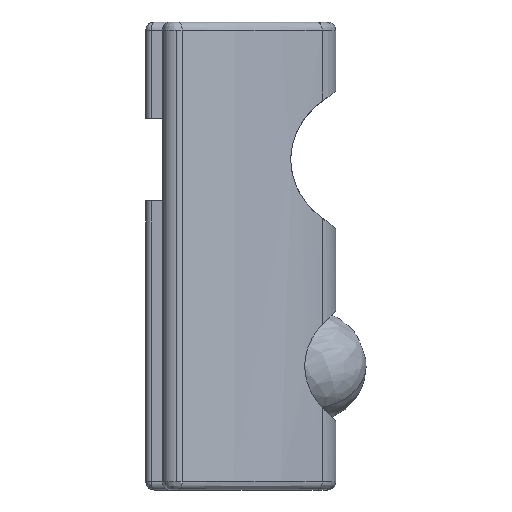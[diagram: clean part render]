
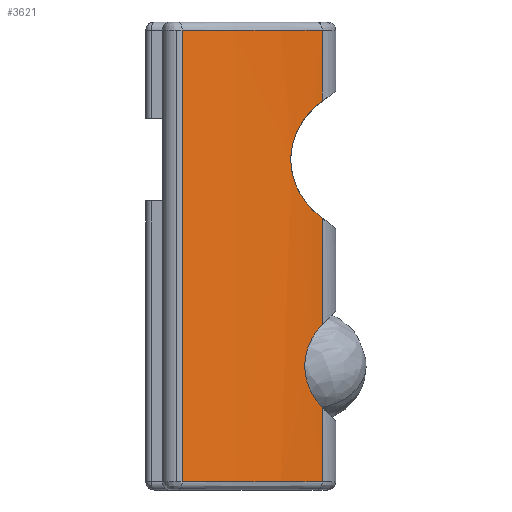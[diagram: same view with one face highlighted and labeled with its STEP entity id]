
A CAD part, left-side view. The second image highlights one B-rep face of the part: STEP entity #3621.
In plain terms, the highlighted cylindrical face has radius 16 mm (diameter 32 mm), a partial arc.
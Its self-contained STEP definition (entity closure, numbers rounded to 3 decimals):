
#16 = ORIENTED_EDGE ( 'NONE', *, *, #3585, .F. ) ;
#101 = EDGE_CURVE ( 'NONE', #4768, #777, #3021, .T. ) ;
#118 = CARTESIAN_POINT ( 'NONE',  ( -1.315, -5.807, -2.493 ) ) ;
#124 = CARTESIAN_POINT ( 'NONE',  ( -1.412, -5.722, -2.578 ) ) ;
#150 = CARTESIAN_POINT ( 'NONE',  ( -1.914, -5.257, -3.4 ) ) ;
#160 = EDGE_CURVE ( 'NONE', #777, #3540, #483, .T. ) ;
#209 = CARTESIAN_POINT ( 'NONE',  ( -1.982, -5.191, -4.307 ) ) ;
#289 = CIRCLE ( 'NONE', #565, 16. ) ;
#361 = EDGE_CURVE ( 'NONE', #3540, #4606, #289, .T. ) ;
#483 = LINE ( 'NONE', #3969, #760 ) ;
#565 = AXIS2_PLACEMENT_3D ( 'NONE', #3232, #3247, #3245 ) ;
#568 = EDGE_CURVE ( 'NONE', #2016, #1123, #3301, .T. ) ;
#623 = DIRECTION ( 'NONE',  ( -1., 0., 0. ) ) ;
#647 = CARTESIAN_POINT ( 'NONE',  ( -5.2, -0.718, 8.2 ) ) ;
#760 = VECTOR ( 'NONE', #4128, 1000. ) ;
#777 = VERTEX_POINT ( 'NONE', #647 ) ;
#794 = CARTESIAN_POINT ( 'NONE',  ( -1.315, -5.807, 5.626 ) ) ;
#804 = CARTESIAN_POINT ( 'NONE',  ( -1.477, -5.665, 5.526 ) ) ;
#805 = CARTESIAN_POINT ( 'NONE',  ( -1.628, -5.528, 5.407 ) ) ;
#810 = CARTESIAN_POINT ( 'NONE',  ( -1.906, -5.266, 5.129 ) ) ;
#811 = CARTESIAN_POINT ( 'NONE',  ( -2.034, -5.141, 4.969 ) ) ;
#816 = CARTESIAN_POINT ( 'NONE',  ( -2.25, -4.924, 4.61 ) ) ;
#819 = CARTESIAN_POINT ( 'NONE',  ( -2.341, -4.829, 4.407 ) ) ;
#820 = CARTESIAN_POINT ( 'NONE',  ( -2.466, -4.697, 3.97 ) ) ;
#826 = CARTESIAN_POINT ( 'NONE',  ( -2.5, -4.66, 3.733 ) ) ;
#827 = CARTESIAN_POINT ( 'NONE',  ( -2.5, -4.661, 3.379 ) ) ;
#834 = CARTESIAN_POINT ( 'NONE',  ( -2.491, -4.67, 3.258 ) ) ;
#837 = CARTESIAN_POINT ( 'NONE',  ( -2.458, -4.706, 3.027 ) ) ;
#840 = CARTESIAN_POINT ( 'NONE',  ( -1.74, -5.423, -3.003 ) ) ;
#862 = CARTESIAN_POINT ( 'NONE',  ( -2.433, -4.732, 2.914 ) ) ;
#868 = CARTESIAN_POINT ( 'NONE',  ( -2.37, -4.799, 2.695 ) ) ;
#871 = CARTESIAN_POINT ( 'NONE',  ( -2.331, -4.839, 2.589 ) ) ;
#885 = CARTESIAN_POINT ( 'NONE',  ( -2.243, -4.93, 2.39 ) ) ;
#892 = CARTESIAN_POINT ( 'NONE',  ( -2.193, -4.981, 2.295 ) ) ;
#898 = CARTESIAN_POINT ( 'NONE',  ( -2.03, -5.145, 2.025 ) ) ;
#903 = CARTESIAN_POINT ( 'NONE',  ( -1.903, -5.269, 1.867 ) ) ;
#905 = CARTESIAN_POINT ( 'NONE',  ( -1.627, -5.529, 1.592 ) ) ;
#929 = CARTESIAN_POINT ( 'NONE',  ( -1.477, -5.666, 1.474 ) ) ;
#974 = ORIENTED_EDGE ( 'NONE', *, *, #361, .T. ) ;
#1036 = CARTESIAN_POINT ( 'NONE',  ( -1.315, -5.807, 1.374 ) ) ;
#1075 = DIRECTION ( 'NONE',  ( -1., 0., 0. ) ) ;
#1089 = CARTESIAN_POINT ( 'NONE',  ( -1.315, -5.807, 8.5 ) ) ;
#1092 = DIRECTION ( 'NONE',  ( 0., 0., -1. ) ) ;
#1096 = LINE ( 'NONE', #1666, #3205 ) ;
#1123 = VERTEX_POINT ( 'NONE', #4433 ) ;
#1130 = CARTESIAN_POINT ( 'NONE',  ( -1.315, -5.807, 1.374 ) ) ;
#1196 = DIRECTION ( 'NONE',  ( 0., 0., -1. ) ) ;
#1200 = CARTESIAN_POINT ( 'NONE',  ( 9.203, 6.25, 8.5 ) ) ;
#1381 = CARTESIAN_POINT ( 'NONE',  ( -1.982, -5.191, -3.694 ) ) ;
#1384 = CARTESIAN_POINT ( 'NONE',  ( -1.315, -5.807, 8.2 ) ) ;
#1400 = CARTESIAN_POINT ( 'NONE',  ( -1.666, -5.492, -5.115 ) ) ;
#1456 = CARTESIAN_POINT ( 'NONE',  ( -1.74, -5.423, -4.996 ) ) ;
#1529 = CARTESIAN_POINT ( 'NONE',  ( -1.666, -5.492, -2.885 ) ) ;
#1536 = CARTESIAN_POINT ( 'NONE',  ( -2., -5.173, -3.848 ) ) ;
#1629 = CARTESIAN_POINT ( 'NONE',  ( -1.502, -5.642, -5.327 ) ) ;
#1666 = CARTESIAN_POINT ( 'NONE',  ( -1.315, -5.807, 8.5 ) ) ;
#1684 = CARTESIAN_POINT ( 'NONE',  ( -1.412, -5.722, -5.422 ) ) ;
#1742 = DIRECTION ( 'NONE',  ( 0., 0., -1. ) ) ;
#1783 = CARTESIAN_POINT ( 'NONE',  ( -1.315, -5.807, 5.626 ) ) ;
#1788 = CARTESIAN_POINT ( 'NONE',  ( -1.315, -5.807, -8.2 ) ) ;
#1904 = CARTESIAN_POINT ( 'NONE',  ( -1.502, -5.642, -2.673 ) ) ;
#1920 = AXIS2_PLACEMENT_3D ( 'NONE', #1200, #1196, #1075 ) ;
#2009 = CARTESIAN_POINT ( 'NONE',  ( -5.2, -0.718, -8.2 ) ) ;
#2016 = VERTEX_POINT ( 'NONE', #2573 ) ;
#2133 = CARTESIAN_POINT ( 'NONE',  ( -1.913, -5.258, -4.602 ) ) ;
#2259 = DIRECTION ( 'NONE',  ( 0., 0., -1. ) ) ;
#2573 = CARTESIAN_POINT ( 'NONE',  ( -1.315, -5.807, -5.507 ) ) ;
#2666 = DIRECTION ( 'NONE',  ( 0., 0., -1. ) ) ;
#2729 = CARTESIAN_POINT ( 'NONE',  ( -1.315, -5.807, 8.5 ) ) ;
#2750 = CARTESIAN_POINT ( 'NONE',  ( 9.203, 6.25, 8.2 ) ) ;
#2960 = VERTEX_POINT ( 'NONE', #1130 ) ;
#3000 = CYLINDRICAL_SURFACE ( 'NONE', #1920, 16. ) ;
#3021 = CIRCLE ( 'NONE', #3190, 16. ) ;
#3190 = AXIS2_PLACEMENT_3D ( 'NONE', #2750, #2666, #623 ) ;
#3205 = VECTOR ( 'NONE', #1742, 1000. ) ;
#3232 = CARTESIAN_POINT ( 'NONE',  ( 9.203, 6.25, -8.2 ) ) ;
#3245 = DIRECTION ( 'NONE',  ( -1., 0., 0. ) ) ;
#3247 = DIRECTION ( 'NONE',  ( 0., 0., 1. ) ) ;
#3301 = B_SPLINE_CURVE_WITH_KNOTS ( 'NONE', 3,
 ( #4158, #1684, #1629, #1400, #1456, #4468, #2133, #209, #3992, #1536, #1381, #150, #3999, #840, #1529, #1904, #124, #118 ),
 .UNSPECIFIED., .F., .F.,
 ( 4, 2, 2, 2, 2, 2, 2, 2, 4 ),
 ( 0., 0., 0.001, 0.001, 0.002, 0.002, 0.003, 0.003, 0.004 ),
 .UNSPECIFIED. ) ;
#3405 = ORIENTED_EDGE ( 'NONE', *, *, #101, .T. ) ;
#3466 = EDGE_CURVE ( 'NONE', #4768, #4631, #3703, .T. ) ;
#3540 = VERTEX_POINT ( 'NONE', #2009 ) ;
#3585 = EDGE_CURVE ( 'NONE', #2960, #1123, #1096, .T. ) ;
#3586 = VECTOR ( 'NONE', #2259, 1000. ) ;
#3590 = VECTOR ( 'NONE', #1092, 1000. ) ;
#3621 = ADVANCED_FACE ( 'NONE', ( #4769 ), #3000, .T. ) ;
#3703 = LINE ( 'NONE', #2729, #3586 ) ;
#3730 = ORIENTED_EDGE ( 'NONE', *, *, #4929, .T. ) ;
#3953 = ORIENTED_EDGE ( 'NONE', *, *, #3466, .F. ) ;
#3969 = CARTESIAN_POINT ( 'NONE',  ( -5.2, -0.718, 8.5 ) ) ;
#3992 = CARTESIAN_POINT ( 'NONE',  ( -2., -5.173, -4.157 ) ) ;
#3999 = CARTESIAN_POINT ( 'NONE',  ( -1.864, -5.306, -3.26 ) ) ;
#4128 = DIRECTION ( 'NONE',  ( 0., 0., -1. ) ) ;
#4158 = CARTESIAN_POINT ( 'NONE',  ( -1.315, -5.807, -5.507 ) ) ;
#4179 = ORIENTED_EDGE ( 'NONE', *, *, #568, .T. ) ;
#4318 = EDGE_LOOP ( 'NONE', ( #3953, #3405, #4762, #974, #4919, #4179, #16, #3730 ) ) ;
#4433 = CARTESIAN_POINT ( 'NONE',  ( -1.315, -5.807, -2.493 ) ) ;
#4468 = CARTESIAN_POINT ( 'NONE',  ( -1.863, -5.306, -4.74 ) ) ;
#4583 = B_SPLINE_CURVE_WITH_KNOTS ( 'NONE', 3,
 ( #1036, #929, #905, #903, #898, #892, #885, #871, #868, #862, #837, #834, #827, #826, #820, #819, #816, #811, #810, #805, #804, #794 ),
 .UNSPECIFIED., .F., .F.,
 ( 4, 2, 2, 2, 2, 2, 2, 2, 2, 2, 4 ),
 ( 0., 0.001, 0.001, 0.002, 0.002, 0.002, 0.003, 0.004, 0.004, 0.005, 0.006 ),
 .UNSPECIFIED. ) ;
#4606 = VERTEX_POINT ( 'NONE', #1788 ) ;
#4608 = LINE ( 'NONE', #1089, #3590 ) ;
#4631 = VERTEX_POINT ( 'NONE', #1783 ) ;
#4762 = ORIENTED_EDGE ( 'NONE', *, *, #160, .T. ) ;
#4768 = VERTEX_POINT ( 'NONE', #1384 ) ;
#4769 = FACE_OUTER_BOUND ( 'NONE', #4318, .T. ) ;
#4826 = EDGE_CURVE ( 'NONE', #2016, #4606, #4608, .T. ) ;
#4919 = ORIENTED_EDGE ( 'NONE', *, *, #4826, .F. ) ;
#4929 = EDGE_CURVE ( 'NONE', #2960, #4631, #4583, .T. ) ;
